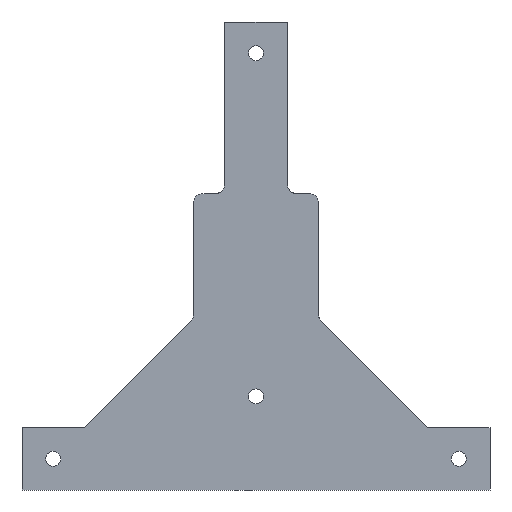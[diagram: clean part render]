
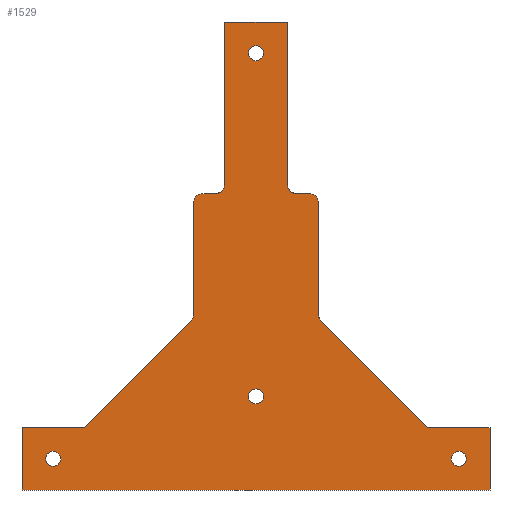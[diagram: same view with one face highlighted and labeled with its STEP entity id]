
A CAD part, front view. The second image highlights one B-rep face of the part: STEP entity #1529.
In plain terms, the highlighted planar face has unit normal (0, -1, 0).
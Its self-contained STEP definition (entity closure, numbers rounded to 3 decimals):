
#17=FACE_BOUND('',#192,.T.);
#18=FACE_BOUND('',#193,.T.);
#19=FACE_BOUND('',#194,.T.);
#20=FACE_BOUND('',#195,.T.);
#33=PLANE('',#1639);
#105=FACE_OUTER_BOUND('',#191,.T.);
#191=EDGE_LOOP('',(#1117,#1118,#1119,#1120,#1121,#1122,#1123,#1124,#1125,
#1126,#1127,#1128,#1129,#1130,#1131,#1132,#1133,#1134,#1135,#1136));
#192=EDGE_LOOP('',(#1137));
#193=EDGE_LOOP('',(#1138));
#194=EDGE_LOOP('',(#1139));
#195=EDGE_LOOP('',(#1140));
#278=CIRCLE('',#1623,3.);
#280=CIRCLE('',#1630,3.);
#281=CIRCLE('',#1634,3.);
#283=CIRCLE('',#1638,3.);
#284=CIRCLE('',#1640,3.);
#285=CIRCLE('',#1641,3.);
#286=CIRCLE('',#1642,2.4);
#287=CIRCLE('',#1643,2.4);
#288=CIRCLE('',#1644,2.4);
#289=CIRCLE('',#1645,2.4);
#303=LINE('',#2191,#487);
#321=LINE('',#2240,#505);
#330=LINE('',#2263,#514);
#338=LINE('',#2278,#522);
#343=LINE('',#2292,#527);
#344=LINE('',#2294,#528);
#345=LINE('',#2296,#529);
#346=LINE('',#2298,#530);
#347=LINE('',#2300,#531);
#348=LINE('',#2301,#532);
#349=LINE('',#2303,#533);
#350=LINE('',#2308,#534);
#351=LINE('',#2310,#535);
#352=LINE('',#2311,#536);
#487=VECTOR('',#1755,10.);
#505=VECTOR('',#1795,10.);
#514=VECTOR('',#1812,10.);
#522=VECTOR('',#1820,10.);
#527=VECTOR('',#1833,10.);
#528=VECTOR('',#1834,10.);
#529=VECTOR('',#1835,10.);
#530=VECTOR('',#1836,10.);
#531=VECTOR('',#1837,10.);
#532=VECTOR('',#1838,10.);
#533=VECTOR('',#1839,10.);
#534=VECTOR('',#1844,10.);
#535=VECTOR('',#1845,10.);
#536=VECTOR('',#1846,10.);
#690=VERTEX_POINT('',#2188);
#691=VERTEX_POINT('',#2190);
#694=VERTEX_POINT('',#2198);
#709=VERTEX_POINT('',#2233);
#710=VERTEX_POINT('',#2235);
#711=VERTEX_POINT('',#2239);
#717=VERTEX_POINT('',#2252);
#718=VERTEX_POINT('',#2254);
#720=VERTEX_POINT('',#2260);
#721=VERTEX_POINT('',#2262);
#728=VERTEX_POINT('',#2276);
#733=VERTEX_POINT('',#2291);
#734=VERTEX_POINT('',#2293);
#735=VERTEX_POINT('',#2295);
#736=VERTEX_POINT('',#2297);
#737=VERTEX_POINT('',#2299);
#738=VERTEX_POINT('',#2302);
#739=VERTEX_POINT('',#2305);
#740=VERTEX_POINT('',#2307);
#741=VERTEX_POINT('',#2309);
#742=VERTEX_POINT('',#2312);
#743=VERTEX_POINT('',#2314);
#744=VERTEX_POINT('',#2316);
#745=VERTEX_POINT('',#2318);
#835=EDGE_CURVE('',#691,#690,#303,.T.);
#840=EDGE_CURVE('',#694,#690,#278,.T.);
#857=EDGE_CURVE('',#709,#710,#280,.T.);
#859=EDGE_CURVE('',#710,#711,#321,.T.);
#866=EDGE_CURVE('',#717,#718,#281,.T.);
#870=EDGE_CURVE('',#721,#720,#330,.T.);
#878=EDGE_CURVE('',#717,#728,#338,.T.);
#884=EDGE_CURVE('',#691,#728,#283,.T.);
#885=EDGE_CURVE('',#694,#733,#343,.T.);
#886=EDGE_CURVE('',#733,#734,#344,.T.);
#887=EDGE_CURVE('',#734,#735,#345,.T.);
#888=EDGE_CURVE('',#735,#736,#346,.T.);
#889=EDGE_CURVE('',#736,#737,#347,.T.);
#890=EDGE_CURVE('',#737,#711,#348,.T.);
#891=EDGE_CURVE('',#709,#738,#349,.T.);
#892=EDGE_CURVE('',#721,#738,#284,.T.);
#893=EDGE_CURVE('',#739,#720,#285,.T.);
#894=EDGE_CURVE('',#739,#740,#350,.T.);
#895=EDGE_CURVE('',#740,#741,#351,.T.);
#896=EDGE_CURVE('',#741,#718,#352,.T.);
#897=EDGE_CURVE('',#742,#742,#286,.T.);
#898=EDGE_CURVE('',#743,#743,#287,.T.);
#899=EDGE_CURVE('',#744,#744,#288,.T.);
#900=EDGE_CURVE('',#745,#745,#289,.T.);
#1117=ORIENTED_EDGE('',*,*,#884,.F.);
#1118=ORIENTED_EDGE('',*,*,#835,.T.);
#1119=ORIENTED_EDGE('',*,*,#840,.F.);
#1120=ORIENTED_EDGE('',*,*,#885,.T.);
#1121=ORIENTED_EDGE('',*,*,#886,.T.);
#1122=ORIENTED_EDGE('',*,*,#887,.T.);
#1123=ORIENTED_EDGE('',*,*,#888,.T.);
#1124=ORIENTED_EDGE('',*,*,#889,.T.);
#1125=ORIENTED_EDGE('',*,*,#890,.T.);
#1126=ORIENTED_EDGE('',*,*,#859,.F.);
#1127=ORIENTED_EDGE('',*,*,#857,.F.);
#1128=ORIENTED_EDGE('',*,*,#891,.T.);
#1129=ORIENTED_EDGE('',*,*,#892,.F.);
#1130=ORIENTED_EDGE('',*,*,#870,.T.);
#1131=ORIENTED_EDGE('',*,*,#893,.F.);
#1132=ORIENTED_EDGE('',*,*,#894,.T.);
#1133=ORIENTED_EDGE('',*,*,#895,.T.);
#1134=ORIENTED_EDGE('',*,*,#896,.T.);
#1135=ORIENTED_EDGE('',*,*,#866,.F.);
#1136=ORIENTED_EDGE('',*,*,#878,.T.);
#1137=ORIENTED_EDGE('',*,*,#897,.T.);
#1138=ORIENTED_EDGE('',*,*,#898,.T.);
#1139=ORIENTED_EDGE('',*,*,#899,.T.);
#1140=ORIENTED_EDGE('',*,*,#900,.T.);
#1529=ADVANCED_FACE('',(#105,#17,#18,#19,#20),#33,.F.);
#1623=AXIS2_PLACEMENT_3D('',#2200,#1763,#1764);
#1630=AXIS2_PLACEMENT_3D('',#2236,#1790,#1791);
#1634=AXIS2_PLACEMENT_3D('',#2255,#1805,#1806);
#1638=AXIS2_PLACEMENT_3D('',#2289,#1829,#1830);
#1639=AXIS2_PLACEMENT_3D('',#2290,#1831,#1832);
#1640=AXIS2_PLACEMENT_3D('',#2304,#1840,#1841);
#1641=AXIS2_PLACEMENT_3D('',#2306,#1842,#1843);
#1642=AXIS2_PLACEMENT_3D('',#2313,#1847,#1848);
#1643=AXIS2_PLACEMENT_3D('',#2315,#1849,#1850);
#1644=AXIS2_PLACEMENT_3D('',#2317,#1851,#1852);
#1645=AXIS2_PLACEMENT_3D('',#2319,#1853,#1854);
#1755=DIRECTION('',(0.,0.,-1.));
#1763=DIRECTION('center_axis',(0.,-1.,0.));
#1764=DIRECTION('ref_axis',(0.924,0.,-0.383));
#1790=DIRECTION('center_axis',(0.,-1.,0.));
#1791=DIRECTION('ref_axis',(-0.924,0.,-0.383));
#1795=DIRECTION('',(0.707,0.,-0.707));
#1805=DIRECTION('center_axis',(0.,-1.,0.));
#1806=DIRECTION('ref_axis',(0.707,0.,-0.707));
#1812=DIRECTION('',(-1.,0.,0.));
#1820=DIRECTION('',(-1.,0.,0.));
#1829=DIRECTION('center_axis',(0.,1.,0.));
#1830=DIRECTION('ref_axis',(-0.707,0.,0.707));
#1831=DIRECTION('center_axis',(0.,1.,0.));
#1832=DIRECTION('ref_axis',(1.,0.,0.));
#1833=DIRECTION('',(-0.707,0.,-0.707));
#1834=DIRECTION('',(-1.,0.,0.));
#1835=DIRECTION('',(0.,0.,-1.));
#1836=DIRECTION('',(1.,0.,0.));
#1837=DIRECTION('',(0.,0.,1.));
#1838=DIRECTION('',(-1.,0.,0.));
#1839=DIRECTION('',(0.,0.,1.));
#1840=DIRECTION('center_axis',(0.,1.,0.));
#1841=DIRECTION('ref_axis',(0.707,0.,0.707));
#1842=DIRECTION('center_axis',(0.,-1.,0.));
#1843=DIRECTION('ref_axis',(-0.707,0.,-0.707));
#1844=DIRECTION('',(0.,0.,1.));
#1845=DIRECTION('',(-1.,0.,0.));
#1846=DIRECTION('',(0.,0.,-1.));
#1847=DIRECTION('center_axis',(0.,1.,0.));
#1848=DIRECTION('ref_axis',(1.,0.,0.));
#1849=DIRECTION('center_axis',(0.,1.,0.));
#1850=DIRECTION('ref_axis',(1.,0.,0.));
#1851=DIRECTION('center_axis',(0.,1.,0.));
#1852=DIRECTION('ref_axis',(1.,0.,0.));
#1853=DIRECTION('center_axis',(0.,1.,0.));
#1854=DIRECTION('ref_axis',(1.,0.,0.));
#2188=CARTESIAN_POINT('',(55.,0.,56.243));
#2190=CARTESIAN_POINT('',(55.,0.,92.));
#2191=CARTESIAN_POINT('',(55.,0.,95.));
#2198=CARTESIAN_POINT('',(54.121,0.,54.121));
#2200=CARTESIAN_POINT('Origin',(52.,0.,56.243));
#2233=CARTESIAN_POINT('',(95.,0.,56.243));
#2235=CARTESIAN_POINT('',(95.879,0.,54.121));
#2236=CARTESIAN_POINT('Origin',(98.,0.,56.243));
#2239=CARTESIAN_POINT('',(130.,0.,20.));
#2240=CARTESIAN_POINT('',(95.,0.,55.));
#2252=CARTESIAN_POINT('',(62.,0.,95.));
#2254=CARTESIAN_POINT('',(65.,0.,98.));
#2255=CARTESIAN_POINT('Origin',(62.,0.,98.));
#2260=CARTESIAN_POINT('',(88.,0.,95.));
#2262=CARTESIAN_POINT('',(92.,0.,95.));
#2263=CARTESIAN_POINT('',(95.,0.,95.));
#2276=CARTESIAN_POINT('',(58.,0.,95.));
#2278=CARTESIAN_POINT('',(95.,0.,95.));
#2289=CARTESIAN_POINT('Origin',(58.,0.,92.));
#2290=CARTESIAN_POINT('Origin',(75.,0.,75.));
#2291=CARTESIAN_POINT('',(20.,0.,20.));
#2292=CARTESIAN_POINT('',(55.,0.,55.));
#2293=CARTESIAN_POINT('',(0.,0.,20.));
#2294=CARTESIAN_POINT('',(150.,0.,20.));
#2295=CARTESIAN_POINT('',(0.,0.,0.));
#2296=CARTESIAN_POINT('',(0.,0.,20.));
#2297=CARTESIAN_POINT('',(150.,0.,0.));
#2298=CARTESIAN_POINT('',(0.,0.,0.));
#2299=CARTESIAN_POINT('',(150.,0.,20.));
#2300=CARTESIAN_POINT('',(150.,0.,0.));
#2301=CARTESIAN_POINT('',(150.,0.,20.));
#2302=CARTESIAN_POINT('',(95.,0.,92.));
#2303=CARTESIAN_POINT('',(95.,0.,55.));
#2304=CARTESIAN_POINT('Origin',(92.,0.,92.));
#2305=CARTESIAN_POINT('',(85.,0.,98.));
#2306=CARTESIAN_POINT('Origin',(88.,0.,98.));
#2307=CARTESIAN_POINT('',(85.,0.,150.));
#2308=CARTESIAN_POINT('',(85.,0.,0.));
#2309=CARTESIAN_POINT('',(65.,0.,150.));
#2310=CARTESIAN_POINT('',(85.,0.,150.));
#2311=CARTESIAN_POINT('',(65.,0.,150.));
#2312=CARTESIAN_POINT('',(72.6,0.,30.));
#2313=CARTESIAN_POINT('Origin',(75.,0.,30.));
#2314=CARTESIAN_POINT('',(137.6,0.,10.));
#2315=CARTESIAN_POINT('Origin',(140.,0.,10.));
#2316=CARTESIAN_POINT('',(72.6,0.,140.));
#2317=CARTESIAN_POINT('Origin',(75.,0.,140.));
#2318=CARTESIAN_POINT('',(7.6,0.,10.));
#2319=CARTESIAN_POINT('Origin',(10.,0.,10.));
